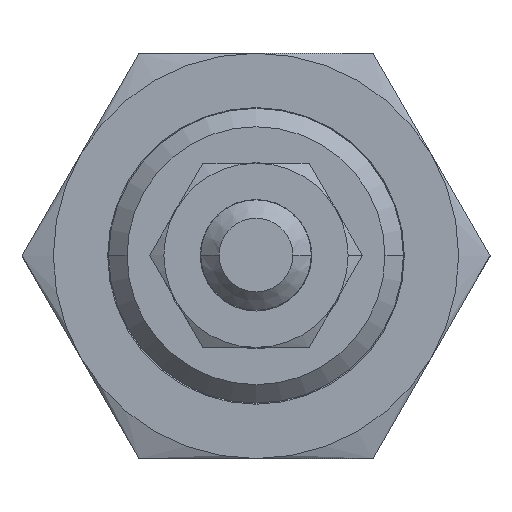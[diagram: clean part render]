
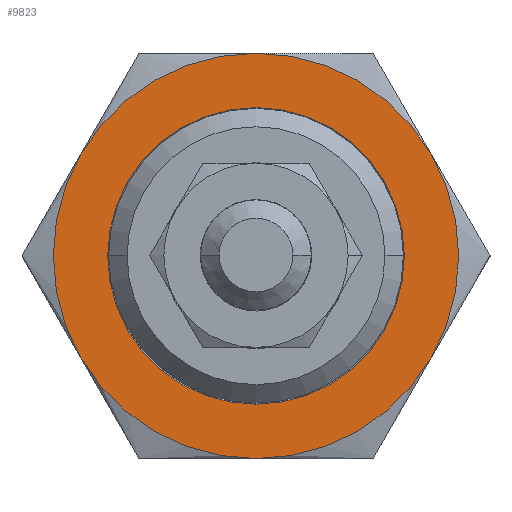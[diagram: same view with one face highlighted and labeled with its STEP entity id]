
A CAD part, top view. The second image highlights one B-rep face of the part: STEP entity #9823.
In plain terms, the highlighted planar face has unit normal (0, 0, 1).
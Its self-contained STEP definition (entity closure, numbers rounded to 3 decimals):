
#119 = CIRCLE ( 'NONE', #7674, 8.05 ) ;
#239 = CARTESIAN_POINT ( 'NONE',  ( 0., 0., 314.5 ) ) ;
#357 = DIRECTION ( 'NONE',  ( 0.866, 0.5, 0. ) ) ;
#390 = FACE_BOUND ( 'NONE', #9633, .T. ) ;
#564 = CARTESIAN_POINT ( 'NONE',  ( -6.972, -4.025, 314.5 ) ) ;
#594 = CARTESIAN_POINT ( 'NONE',  ( 9.526, -5.5, 314.5 ) ) ;
#639 = CARTESIAN_POINT ( 'NONE',  ( 0., -11., 314.5 ) ) ;
#760 = AXIS2_PLACEMENT_3D ( 'NONE', #3830, #7670, #6615 ) ;
#1266 = CIRCLE ( 'NONE', #7868, 11. ) ;
#1377 = DIRECTION ( 'NONE',  ( 0., 0., -1. ) ) ;
#1802 = EDGE_CURVE ( 'NONE', #5110, #6784, #119, .T. ) ;
#1850 = DIRECTION ( 'NONE',  ( 0., 0., -1. ) ) ;
#2032 = EDGE_CURVE ( 'NONE', #10490, #5376, #1266, .T. ) ;
#2149 = EDGE_CURVE ( 'NONE', #6403, #10490, #6558, .T. ) ;
#2455 = AXIS2_PLACEMENT_3D ( 'NONE', #5742, #9128, #7578 ) ;
#2564 = EDGE_CURVE ( 'NONE', #6424, #6094, #2587, .T. ) ;
#2587 = CIRCLE ( 'NONE', #6380, 11. ) ;
#2802 = CARTESIAN_POINT ( 'NONE',  ( 0., 0., 314.5 ) ) ;
#2812 = ORIENTED_EDGE ( 'NONE', *, *, #4717, .F. ) ;
#3116 = CARTESIAN_POINT ( 'NONE',  ( 0., 11., 314.5 ) ) ;
#3166 = CARTESIAN_POINT ( 'NONE',  ( 0., 0., 314.5 ) ) ;
#3215 = CIRCLE ( 'NONE', #760, 11. ) ;
#3262 = CARTESIAN_POINT ( 'NONE',  ( 0., 0., 314.5 ) ) ;
#3830 = CARTESIAN_POINT ( 'NONE',  ( 0., 0., 314.5 ) ) ;
#4016 = DIRECTION ( 'NONE',  ( 0., 0., -1. ) ) ;
#4031 = DIRECTION ( 'NONE',  ( 0.866, 0.5, 0. ) ) ;
#4091 = CARTESIAN_POINT ( 'NONE',  ( 0., 0., 314.5 ) ) ;
#4178 = CIRCLE ( 'NONE', #8906, 11. ) ;
#4340 = EDGE_LOOP ( 'NONE', ( #7685, #8143, #9580, #8094, #11706, #2812 ) ) ;
#4508 = CARTESIAN_POINT ( 'NONE',  ( -9.526, -5.5, 314.5 ) ) ;
#4717 = EDGE_CURVE ( 'NONE', #6094, #6403, #10974, .T. ) ;
#5005 = PLANE ( 'NONE',  #6276 ) ;
#5110 = VERTEX_POINT ( 'NONE', #9288 ) ;
#5376 = VERTEX_POINT ( 'NONE', #5595 ) ;
#5503 = DIRECTION ( 'NONE',  ( 0.866, 0.5, 0. ) ) ;
#5595 = CARTESIAN_POINT ( 'NONE',  ( -9.526, 5.5, 314.5 ) ) ;
#5742 = CARTESIAN_POINT ( 'NONE',  ( 0., 0., 314.5 ) ) ;
#6084 = EDGE_CURVE ( 'NONE', #6784, #5110, #7588, .T. ) ;
#6094 = VERTEX_POINT ( 'NONE', #594 ) ;
#6276 = AXIS2_PLACEMENT_3D ( 'NONE', #3166, #11325, #6776 ) ;
#6380 = AXIS2_PLACEMENT_3D ( 'NONE', #3262, #9655, #4031 ) ;
#6403 = VERTEX_POINT ( 'NONE', #639 ) ;
#6424 = VERTEX_POINT ( 'NONE', #8679 ) ;
#6558 = CIRCLE ( 'NONE', #9592, 11. ) ;
#6615 = DIRECTION ( 'NONE',  ( 0.866, 0.5, 0. ) ) ;
#6755 = CARTESIAN_POINT ( 'NONE',  ( 0., 0., 314.5 ) ) ;
#6776 = DIRECTION ( 'NONE',  ( 0.866, 0.5, 0. ) ) ;
#6784 = VERTEX_POINT ( 'NONE', #564 ) ;
#6937 = DIRECTION ( 'NONE',  ( 0.866, 0.5, 0. ) ) ;
#7578 = DIRECTION ( 'NONE',  ( 0.866, 0.5, 0. ) ) ;
#7588 = CIRCLE ( 'NONE', #11359, 8.05 ) ;
#7663 = FACE_OUTER_BOUND ( 'NONE', #4340, .T. ) ;
#7670 = DIRECTION ( 'NONE',  ( 0., 0., -1. ) ) ;
#7674 = AXIS2_PLACEMENT_3D ( 'NONE', #4091, #1377, #6937 ) ;
#7685 = ORIENTED_EDGE ( 'NONE', *, *, #2564, .F. ) ;
#7868 = AXIS2_PLACEMENT_3D ( 'NONE', #239, #8277, #5503 ) ;
#8094 = ORIENTED_EDGE ( 'NONE', *, *, #2032, .F. ) ;
#8143 = ORIENTED_EDGE ( 'NONE', *, *, #8152, .F. ) ;
#8152 = EDGE_CURVE ( 'NONE', #9818, #6424, #3215, .T. ) ;
#8277 = DIRECTION ( 'NONE',  ( 0., 0., -1. ) ) ;
#8679 = CARTESIAN_POINT ( 'NONE',  ( 9.526, 5.5, 314.5 ) ) ;
#8695 = DIRECTION ( 'NONE',  ( 0., 0., -1. ) ) ;
#8906 = AXIS2_PLACEMENT_3D ( 'NONE', #2802, #1850, #10027 ) ;
#8944 = EDGE_CURVE ( 'NONE', #5376, #9818, #4178, .T. ) ;
#9128 = DIRECTION ( 'NONE',  ( 0., 0., -1. ) ) ;
#9288 = CARTESIAN_POINT ( 'NONE',  ( 6.972, 4.025, 314.5 ) ) ;
#9580 = ORIENTED_EDGE ( 'NONE', *, *, #8944, .F. ) ;
#9592 = AXIS2_PLACEMENT_3D ( 'NONE', #10638, #4016, #357 ) ;
#9633 = EDGE_LOOP ( 'NONE', ( #10868, #9706 ) ) ;
#9655 = DIRECTION ( 'NONE',  ( 0., 0., -1. ) ) ;
#9706 = ORIENTED_EDGE ( 'NONE', *, *, #1802, .T. ) ;
#9818 = VERTEX_POINT ( 'NONE', #3116 ) ;
#9823 = ADVANCED_FACE ( 'NONE', ( #390, #7663 ), #5005, .F. ) ;
#10027 = DIRECTION ( 'NONE',  ( 0.866, 0.5, 0. ) ) ;
#10375 = DIRECTION ( 'NONE',  ( 0.866, 0.5, 0. ) ) ;
#10490 = VERTEX_POINT ( 'NONE', #4508 ) ;
#10638 = CARTESIAN_POINT ( 'NONE',  ( 0., 0., 314.5 ) ) ;
#10868 = ORIENTED_EDGE ( 'NONE', *, *, #6084, .T. ) ;
#10974 = CIRCLE ( 'NONE', #2455, 11. ) ;
#11325 = DIRECTION ( 'NONE',  ( 0., 0., -1. ) ) ;
#11359 = AXIS2_PLACEMENT_3D ( 'NONE', #6755, #8695, #10375 ) ;
#11706 = ORIENTED_EDGE ( 'NONE', *, *, #2149, .F. ) ;
